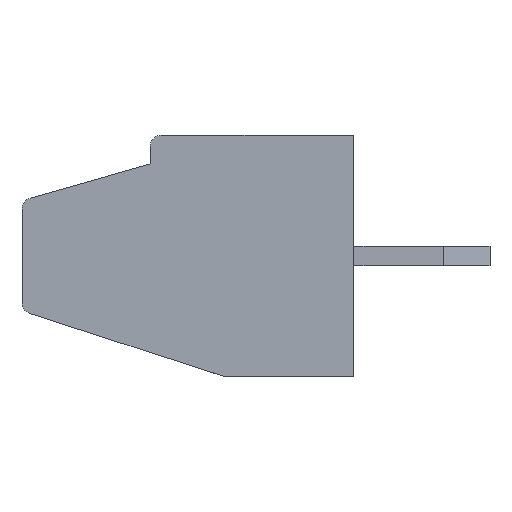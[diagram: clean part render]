
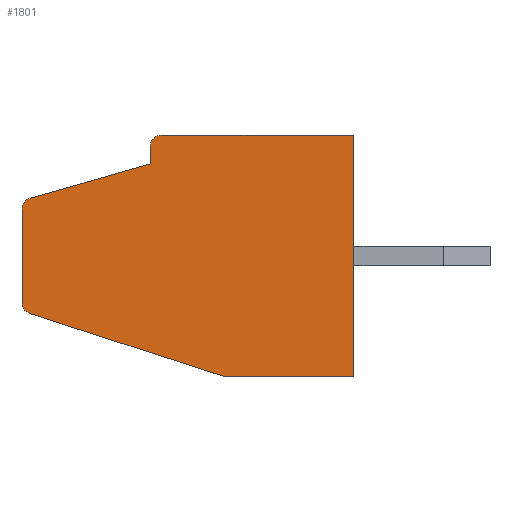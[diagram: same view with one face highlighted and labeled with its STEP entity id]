
A CAD part, left-side view. The second image highlights one B-rep face of the part: STEP entity #1801.
In plain terms, the highlighted planar face has unit normal (-1, 0, 0).
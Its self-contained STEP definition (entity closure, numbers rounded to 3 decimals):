
#274 = DIRECTION ( 'NONE',  ( 0., 0., -1. ) ) ;
#307 = ORIENTED_EDGE ( 'NONE', *, *, #1399, .T. ) ;
#958 = DIRECTION ( 'NONE',  ( 0., 0., -1. ) ) ;
#1123 = AXIS2_PLACEMENT_3D ( 'NONE', #18079, #8871, #8948 ) ;
#1300 = CIRCLE ( 'NONE', #11799, 0.29 ) ;
#1399 = EDGE_CURVE ( 'NONE', #1638, #9882, #7910, .T. ) ;
#1638 = VERTEX_POINT ( 'NONE', #14989 ) ;
#1787 = AXIS2_PLACEMENT_3D ( 'NONE', #5353, #17610, #16142 ) ;
#1801 = ADVANCED_FACE ( 'NONE', ( #4269 ), #12483, .F. ) ;
#1960 = ORIENTED_EDGE ( 'NONE', *, *, #18390, .F. ) ;
#2714 = EDGE_CURVE ( 'NONE', #7696, #9882, #12449, .T. ) ;
#2748 = VECTOR ( 'NONE', #3052, 1000. ) ;
#3052 = DIRECTION ( 'NONE',  ( 0., -0.961, 0.276 ) ) ;
#3176 = ORIENTED_EDGE ( 'NONE', *, *, #4322, .F. ) ;
#3394 = DIRECTION ( 'NONE',  ( 1., 0., 0. ) ) ;
#3403 = CIRCLE ( 'NONE', #1123, 0.29 ) ;
#3577 = VERTEX_POINT ( 'NONE', #10948 ) ;
#3623 = EDGE_LOOP ( 'NONE', ( #1960, #7868, #10533, #17961, #307, #15707, #17837, #3176, #19820, #7218 ) ) ;
#3916 = VERTEX_POINT ( 'NONE', #5715 ) ;
#4039 = DIRECTION ( 'NONE',  ( 0., 0., 1. ) ) ;
#4269 = FACE_OUTER_BOUND ( 'NONE', #3623, .T. ) ;
#4322 = EDGE_CURVE ( 'NONE', #13425, #3916, #1300, .T. ) ;
#4378 = CARTESIAN_POINT ( 'NONE',  ( -7.85, 4.25, 6.2 ) ) ;
#4476 = CARTESIAN_POINT ( 'NONE',  ( -7.85, 4.04, 4.58 ) ) ;
#4781 = CARTESIAN_POINT ( 'NONE',  ( -7.85, -4.25, 6.2 ) ) ;
#4889 = EDGE_CURVE ( 'NONE', #1638, #14947, #5335, .T. ) ;
#4930 = CARTESIAN_POINT ( 'NONE',  ( -7.85, -4.25, 6.2 ) ) ;
#5325 = CIRCLE ( 'NONE', #1787, 0.29 ) ;
#5335 = LINE ( 'NONE', #13639, #7995 ) ;
#5353 = CARTESIAN_POINT ( 'NONE',  ( -7.85, 3.96, 4.302 ) ) ;
#5428 = CARTESIAN_POINT ( 'NONE',  ( -7.85, -4.25, 0. ) ) ;
#5715 = CARTESIAN_POINT ( 'NONE',  ( -7.85, 0.67, 6.2 ) ) ;
#6087 = LINE ( 'NONE', #10724, #2748 ) ;
#6477 = VECTOR ( 'NONE', #14535, 1000. ) ;
#6573 = CARTESIAN_POINT ( 'NONE',  ( -7.85, 0.96, 5.91 ) ) ;
#6716 = LINE ( 'NONE', #13739, #19697 ) ;
#7218 = ORIENTED_EDGE ( 'NONE', *, *, #15670, .F. ) ;
#7696 = VERTEX_POINT ( 'NONE', #4930 ) ;
#7781 = CARTESIAN_POINT ( 'NONE',  ( -7.85, 0.96, 5.464 ) ) ;
#7835 = CARTESIAN_POINT ( 'NONE',  ( -7.85, 4.25, 1.891 ) ) ;
#7868 = ORIENTED_EDGE ( 'NONE', *, *, #19133, .T. ) ;
#7910 = LINE ( 'NONE', #13169, #6477 ) ;
#7995 = VECTOR ( 'NONE', #10651, 1000. ) ;
#8871 = DIRECTION ( 'NONE',  ( 1., 0., 0. ) ) ;
#8948 = DIRECTION ( 'NONE',  ( 0., 0., -1. ) ) ;
#8993 = VECTOR ( 'NONE', #4039, 1000. ) ;
#9117 = CARTESIAN_POINT ( 'NONE',  ( -7.85, 0.67, 5.91 ) ) ;
#9808 = AXIS2_PLACEMENT_3D ( 'NONE', #4781, #3394, #274 ) ;
#9882 = VERTEX_POINT ( 'NONE', #5428 ) ;
#10102 = VERTEX_POINT ( 'NONE', #4476 ) ;
#10365 = VECTOR ( 'NONE', #16649, 1000. ) ;
#10533 = ORIENTED_EDGE ( 'NONE', *, *, #16721, .F. ) ;
#10651 = DIRECTION ( 'NONE',  ( 0., 0.951, 0.309 ) ) ;
#10666 = DIRECTION ( 'NONE',  ( 1., 0., 0. ) ) ;
#10724 = CARTESIAN_POINT ( 'NONE',  ( -7.85, -4.049, 6.902 ) ) ;
#10948 = CARTESIAN_POINT ( 'NONE',  ( -7.85, 4.25, 4.302 ) ) ;
#11777 = EDGE_CURVE ( 'NONE', #3916, #7696, #6716, .T. ) ;
#11799 = AXIS2_PLACEMENT_3D ( 'NONE', #9117, #10666, #15192 ) ;
#12449 = LINE ( 'NONE', #16350, #15338 ) ;
#12483 = PLANE ( 'NONE',  #9808 ) ;
#13169 = CARTESIAN_POINT ( 'NONE',  ( -7.85, -4.25, 0. ) ) ;
#13425 = VERTEX_POINT ( 'NONE', #6573 ) ;
#13639 = CARTESIAN_POINT ( 'NONE',  ( -7.85, -2.112, -0.375 ) ) ;
#13739 = CARTESIAN_POINT ( 'NONE',  ( -7.85, -4.25, 6.2 ) ) ;
#14535 = DIRECTION ( 'NONE',  ( 0., -1., 0. ) ) ;
#14947 = VERTEX_POINT ( 'NONE', #18804 ) ;
#14989 = CARTESIAN_POINT ( 'NONE',  ( -7.85, -0.96, 0. ) ) ;
#15192 = DIRECTION ( 'NONE',  ( 0., 0., -1. ) ) ;
#15338 = VECTOR ( 'NONE', #958, 1000. ) ;
#15670 = EDGE_CURVE ( 'NONE', #10102, #16851, #6087, .T. ) ;
#15707 = ORIENTED_EDGE ( 'NONE', *, *, #2714, .F. ) ;
#16142 = DIRECTION ( 'NONE',  ( 0., 0., -1. ) ) ;
#16350 = CARTESIAN_POINT ( 'NONE',  ( -7.85, -4.25, 6.2 ) ) ;
#16649 = DIRECTION ( 'NONE',  ( 0., 0., -1. ) ) ;
#16721 = EDGE_CURVE ( 'NONE', #14947, #18844, #3403, .T. ) ;
#16851 = VERTEX_POINT ( 'NONE', #7781 ) ;
#17136 = EDGE_CURVE ( 'NONE', #16851, #13425, #17647, .T. ) ;
#17610 = DIRECTION ( 'NONE',  ( 1., 0., 0. ) ) ;
#17647 = LINE ( 'NONE', #17916, #8993 ) ;
#17837 = ORIENTED_EDGE ( 'NONE', *, *, #11777, .F. ) ;
#17916 = CARTESIAN_POINT ( 'NONE',  ( -7.85, 0.96, 6.2 ) ) ;
#17961 = ORIENTED_EDGE ( 'NONE', *, *, #4889, .F. ) ;
#18079 = CARTESIAN_POINT ( 'NONE',  ( -7.85, 3.96, 1.905 ) ) ;
#18277 = DIRECTION ( 'NONE',  ( 0., -1., 0. ) ) ;
#18390 = EDGE_CURVE ( 'NONE', #3577, #10102, #5325, .T. ) ;
#18528 = LINE ( 'NONE', #4378, #10365 ) ;
#18804 = CARTESIAN_POINT ( 'NONE',  ( -7.85, 4.05, 1.629 ) ) ;
#18844 = VERTEX_POINT ( 'NONE', #7835 ) ;
#19133 = EDGE_CURVE ( 'NONE', #3577, #18844, #18528, .T. ) ;
#19697 = VECTOR ( 'NONE', #18277, 1000. ) ;
#19820 = ORIENTED_EDGE ( 'NONE', *, *, #17136, .F. ) ;
